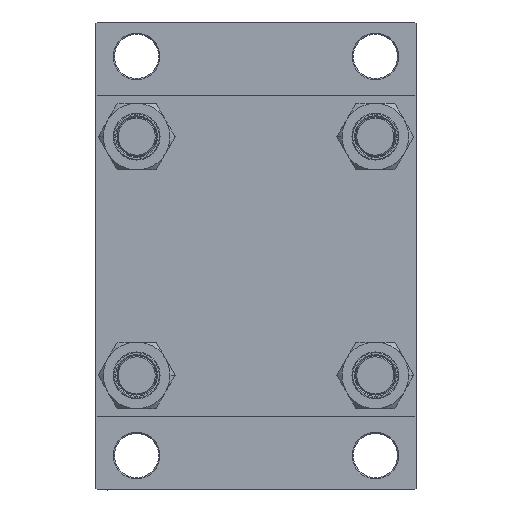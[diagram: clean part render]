
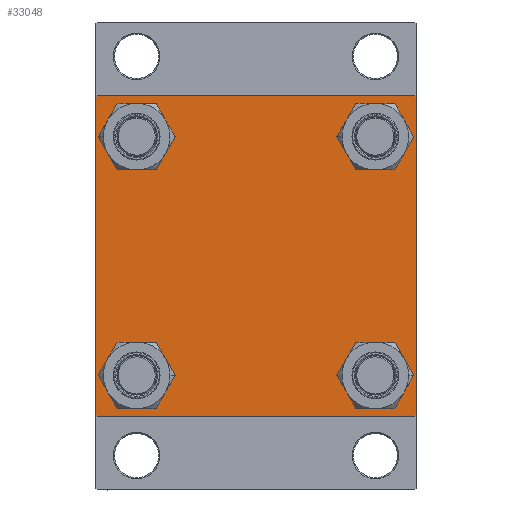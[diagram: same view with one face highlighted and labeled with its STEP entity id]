
A CAD part, left-side view. The second image highlights one B-rep face of the part: STEP entity #33048.
In plain terms, the highlighted planar face has unit normal (-1, 0, 0).
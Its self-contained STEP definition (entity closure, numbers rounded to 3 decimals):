
#900 = CARTESIAN_POINT ( 'NONE',  ( 0., -48.45, 39.95 ) ) ;
#1207 = EDGE_CURVE ( 'NONE', #13935, #4220, #44449, .T. ) ;
#1472 = AXIS2_PLACEMENT_3D ( 'NONE', #45160, #15940, #4606 ) ;
#2631 = VERTEX_POINT ( 'NONE', #4330 ) ;
#3453 = DIRECTION ( 'NONE',  ( 0., 0., -1. ) ) ;
#3667 = VERTEX_POINT ( 'NONE', #900 ) ;
#3727 = ORIENTED_EDGE ( 'NONE', *, *, #35350, .T. ) ;
#3847 = ORIENTED_EDGE ( 'NONE', *, *, #14318, .T. ) ;
#3948 = DIRECTION ( 'NONE',  ( 0., -0.707, 0.707 ) ) ;
#4125 = DIRECTION ( 'NONE',  ( 0., 0., 1. ) ) ;
#4172 = CARTESIAN_POINT ( 'NONE',  ( 0., 65., 65. ) ) ;
#4220 = VERTEX_POINT ( 'NONE', #8805 ) ;
#4265 = EDGE_CURVE ( 'NONE', #6474, #23875, #31478, .T. ) ;
#4330 = CARTESIAN_POINT ( 'NONE',  ( 0., -65., -64.5 ) ) ;
#4450 = EDGE_CURVE ( 'NONE', #14131, #2631, #7569, .T. ) ;
#4606 = DIRECTION ( 'NONE',  ( 0., 0., 1. ) ) ;
#4986 = CARTESIAN_POINT ( 'NONE',  ( 0., 64.75, -64.75 ) ) ;
#5065 = LINE ( 'NONE', #37903, #44027 ) ;
#5379 = FACE_BOUND ( 'NONE', #44464, .T. ) ;
#5625 = FACE_BOUND ( 'NONE', #15588, .T. ) ;
#6474 = VERTEX_POINT ( 'NONE', #12268 ) ;
#6864 = VECTOR ( 'NONE', #15895, 1000. ) ;
#7569 = LINE ( 'NONE', #22312, #21452 ) ;
#7614 = DIRECTION ( 'NONE',  ( 1., 0., 0. ) ) ;
#8098 = EDGE_CURVE ( 'NONE', #8660, #15773, #43171, .T. ) ;
#8660 = VERTEX_POINT ( 'NONE', #9750 ) ;
#8805 = CARTESIAN_POINT ( 'NONE',  ( 0., -48.45, -39.95 ) ) ;
#9132 = VECTOR ( 'NONE', #11290, 1000. ) ;
#9483 = CARTESIAN_POINT ( 'NONE',  ( 0., -64.75, 64.75 ) ) ;
#9488 = ORIENTED_EDGE ( 'NONE', *, *, #8098, .F. ) ;
#9750 = CARTESIAN_POINT ( 'NONE',  ( 0., 64.5, 65. ) ) ;
#10179 = AXIS2_PLACEMENT_3D ( 'NONE', #41060, #12326, #4125 ) ;
#10430 = DIRECTION ( 'NONE',  ( 0., 0.707, 0.707 ) ) ;
#11051 = EDGE_CURVE ( 'NONE', #4220, #13935, #39246, .T. ) ;
#11290 = DIRECTION ( 'NONE',  ( 0., -1., 0. ) ) ;
#11314 = AXIS2_PLACEMENT_3D ( 'NONE', #24275, #17032, #19691 ) ;
#12268 = CARTESIAN_POINT ( 'NONE',  ( 0., 48.45, 39.95 ) ) ;
#12326 = DIRECTION ( 'NONE',  ( 1., 0., 0. ) ) ;
#12859 = AXIS2_PLACEMENT_3D ( 'NONE', #41878, #27405, #41404 ) ;
#13022 = ORIENTED_EDGE ( 'NONE', *, *, #1207, .T. ) ;
#13210 = VERTEX_POINT ( 'NONE', #15854 ) ;
#13212 = VECTOR ( 'NONE', #10430, 1000. ) ;
#13529 = CARTESIAN_POINT ( 'NONE',  ( 0., 48.45, -48.45 ) ) ;
#13935 = VERTEX_POINT ( 'NONE', #20815 ) ;
#14131 = VERTEX_POINT ( 'NONE', #20224 ) ;
#14318 = EDGE_CURVE ( 'NONE', #28991, #3667, #30952, .T. ) ;
#14559 = CARTESIAN_POINT ( 'NONE',  ( 0., 65., -64.5 ) ) ;
#14631 = EDGE_CURVE ( 'NONE', #13210, #20652, #40624, .T. ) ;
#14712 = AXIS2_PLACEMENT_3D ( 'NONE', #39165, #43488, #35550 ) ;
#15171 = EDGE_CURVE ( 'NONE', #8660, #13210, #5065, .T. ) ;
#15588 = EDGE_LOOP ( 'NONE', ( #24896, #41296 ) ) ;
#15773 = VERTEX_POINT ( 'NONE', #28892 ) ;
#15854 = CARTESIAN_POINT ( 'NONE',  ( 0., 65., 64.5 ) ) ;
#15860 = EDGE_LOOP ( 'NONE', ( #41254, #27031 ) ) ;
#15895 = DIRECTION ( 'NONE',  ( 0., 0., -1. ) ) ;
#15940 = DIRECTION ( 'NONE',  ( 1., 0., 0. ) ) ;
#16373 = EDGE_CURVE ( 'NONE', #3667, #28991, #25579, .T. ) ;
#17032 = DIRECTION ( 'NONE',  ( 1., 0., 0. ) ) ;
#17180 = AXIS2_PLACEMENT_3D ( 'NONE', #28116, #17726, #24499 ) ;
#17412 = EDGE_CURVE ( 'NONE', #20910, #34452, #31016, .T. ) ;
#17708 = CARTESIAN_POINT ( 'NONE',  ( 0., 48.45, 48.45 ) ) ;
#17726 = DIRECTION ( 'NONE',  ( 1., 0., 0. ) ) ;
#18303 = CARTESIAN_POINT ( 'NONE',  ( 0., 65., 65. ) ) ;
#19323 = EDGE_CURVE ( 'NONE', #42895, #14131, #29989, .T. ) ;
#19691 = DIRECTION ( 'NONE',  ( 0., 0., 1. ) ) ;
#20224 = CARTESIAN_POINT ( 'NONE',  ( 0., -64.5, -65. ) ) ;
#20352 = FACE_BOUND ( 'NONE', #15860, .T. ) ;
#20592 = PLANE ( 'NONE',  #14712 ) ;
#20652 = VERTEX_POINT ( 'NONE', #14559 ) ;
#20815 = CARTESIAN_POINT ( 'NONE',  ( 0., -48.45, -56.95 ) ) ;
#20910 = VERTEX_POINT ( 'NONE', #26036 ) ;
#21452 = VECTOR ( 'NONE', #3948, 1000. ) ;
#21964 = AXIS2_PLACEMENT_3D ( 'NONE', #17708, #43283, #42806 ) ;
#22282 = DIRECTION ( 'NONE',  ( 0., -1., 0. ) ) ;
#22312 = CARTESIAN_POINT ( 'NONE',  ( 0., -64.75, -64.75 ) ) ;
#22357 = DIRECTION ( 'NONE',  ( 0., 0., 1. ) ) ;
#22569 = ORIENTED_EDGE ( 'NONE', *, *, #14631, .T. ) ;
#22760 = CARTESIAN_POINT ( 'NONE',  ( 0., 65., -65. ) ) ;
#22916 = CARTESIAN_POINT ( 'NONE',  ( 0., 48.45, -56.95 ) ) ;
#23112 = DIRECTION ( 'NONE',  ( 0., -0.707, -0.707 ) ) ;
#23358 = EDGE_LOOP ( 'NONE', ( #3847, #35119 ) ) ;
#23398 = ORIENTED_EDGE ( 'NONE', *, *, #33106, .T. ) ;
#23874 = LINE ( 'NONE', #38579, #6864 ) ;
#23875 = VERTEX_POINT ( 'NONE', #37562 ) ;
#24275 = CARTESIAN_POINT ( 'NONE',  ( 0., -48.45, -48.45 ) ) ;
#24447 = ORIENTED_EDGE ( 'NONE', *, *, #15171, .T. ) ;
#24468 = EDGE_CURVE ( 'NONE', #29446, #2631, #23874, .T. ) ;
#24499 = DIRECTION ( 'NONE',  ( 0., 0., 1. ) ) ;
#24788 = VECTOR ( 'NONE', #22282, 1000. ) ;
#24896 = ORIENTED_EDGE ( 'NONE', *, *, #17412, .T. ) ;
#25579 = CIRCLE ( 'NONE', #10179, 8.5 ) ;
#25846 = CARTESIAN_POINT ( 'NONE',  ( 0., 64.5, -65. ) ) ;
#26036 = CARTESIAN_POINT ( 'NONE',  ( 0., 48.45, -39.95 ) ) ;
#27031 = ORIENTED_EDGE ( 'NONE', *, *, #4265, .T. ) ;
#27046 = DIRECTION ( 'NONE',  ( 0., 0.707, -0.707 ) ) ;
#27093 = AXIS2_PLACEMENT_3D ( 'NONE', #40683, #7614, #22357 ) ;
#27405 = DIRECTION ( 'NONE',  ( 1., 0., 0. ) ) ;
#27439 = LINE ( 'NONE', #4986, #40245 ) ;
#27839 = ORIENTED_EDGE ( 'NONE', *, *, #11051, .T. ) ;
#28116 = CARTESIAN_POINT ( 'NONE',  ( 0., 48.45, -48.45 ) ) ;
#28892 = CARTESIAN_POINT ( 'NONE',  ( 0., -64.5, 65. ) ) ;
#28991 = VERTEX_POINT ( 'NONE', #45577 ) ;
#29392 = VECTOR ( 'NONE', #3453, 1000. ) ;
#29446 = VERTEX_POINT ( 'NONE', #31523 ) ;
#29989 = LINE ( 'NONE', #22760, #24788 ) ;
#30952 = CIRCLE ( 'NONE', #27093, 8.5 ) ;
#31016 = CIRCLE ( 'NONE', #43344, 8.5 ) ;
#31478 = CIRCLE ( 'NONE', #12859, 8.5 ) ;
#31523 = CARTESIAN_POINT ( 'NONE',  ( 0., -65., 64.5 ) ) ;
#33048 = ADVANCED_FACE ( 'NONE', ( #38441, #5379, #5625, #20352, #35079 ), #20592, .T. ) ;
#33106 = EDGE_CURVE ( 'NONE', #29446, #15773, #35319, .T. ) ;
#34452 = VERTEX_POINT ( 'NONE', #22916 ) ;
#34686 = ORIENTED_EDGE ( 'NONE', *, *, #24468, .F. ) ;
#35028 = DIRECTION ( 'NONE',  ( 0., 0., 1. ) ) ;
#35079 = FACE_OUTER_BOUND ( 'NONE', #45853, .T. ) ;
#35119 = ORIENTED_EDGE ( 'NONE', *, *, #16373, .T. ) ;
#35319 = LINE ( 'NONE', #9483, #13212 ) ;
#35350 = EDGE_CURVE ( 'NONE', #20652, #42895, #27439, .T. ) ;
#35550 = DIRECTION ( 'NONE',  ( 0., 0., 1. ) ) ;
#36745 = EDGE_CURVE ( 'NONE', #34452, #20910, #39531, .T. ) ;
#37562 = CARTESIAN_POINT ( 'NONE',  ( 0., 48.45, 56.95 ) ) ;
#37903 = CARTESIAN_POINT ( 'NONE',  ( 0., 64.75, 64.75 ) ) ;
#38386 = DIRECTION ( 'NONE',  ( 1., 0., 0. ) ) ;
#38441 = FACE_BOUND ( 'NONE', #23358, .T. ) ;
#38579 = CARTESIAN_POINT ( 'NONE',  ( 0., -65., 65. ) ) ;
#39165 = CARTESIAN_POINT ( 'NONE',  ( 0., 0., 0. ) ) ;
#39246 = CIRCLE ( 'NONE', #1472, 8.5 ) ;
#39531 = CIRCLE ( 'NONE', #17180, 8.5 ) ;
#40245 = VECTOR ( 'NONE', #23112, 1000. ) ;
#40624 = LINE ( 'NONE', #4172, #29392 ) ;
#40683 = CARTESIAN_POINT ( 'NONE',  ( 0., -48.45, 48.45 ) ) ;
#41060 = CARTESIAN_POINT ( 'NONE',  ( 0., -48.45, 48.45 ) ) ;
#41254 = ORIENTED_EDGE ( 'NONE', *, *, #41552, .T. ) ;
#41296 = ORIENTED_EDGE ( 'NONE', *, *, #36745, .T. ) ;
#41404 = DIRECTION ( 'NONE',  ( 0., 0., 1. ) ) ;
#41552 = EDGE_CURVE ( 'NONE', #23875, #6474, #42762, .T. ) ;
#41878 = CARTESIAN_POINT ( 'NONE',  ( 0., 48.45, 48.45 ) ) ;
#42762 = CIRCLE ( 'NONE', #21964, 8.5 ) ;
#42806 = DIRECTION ( 'NONE',  ( 0., 0., 1. ) ) ;
#42895 = VERTEX_POINT ( 'NONE', #25846 ) ;
#43171 = LINE ( 'NONE', #18303, #9132 ) ;
#43283 = DIRECTION ( 'NONE',  ( 1., 0., 0. ) ) ;
#43344 = AXIS2_PLACEMENT_3D ( 'NONE', #13529, #38386, #35028 ) ;
#43488 = DIRECTION ( 'NONE',  ( -1., 0., 0. ) ) ;
#43764 = ORIENTED_EDGE ( 'NONE', *, *, #19323, .T. ) ;
#44027 = VECTOR ( 'NONE', #27046, 1000. ) ;
#44449 = CIRCLE ( 'NONE', #11314, 8.5 ) ;
#44464 = EDGE_LOOP ( 'NONE', ( #27839, #13022 ) ) ;
#44688 = ORIENTED_EDGE ( 'NONE', *, *, #4450, .T. ) ;
#45160 = CARTESIAN_POINT ( 'NONE',  ( 0., -48.45, -48.45 ) ) ;
#45577 = CARTESIAN_POINT ( 'NONE',  ( 0., -48.45, 56.95 ) ) ;
#45853 = EDGE_LOOP ( 'NONE', ( #22569, #3727, #43764, #44688, #34686, #23398, #9488, #24447 ) ) ;
